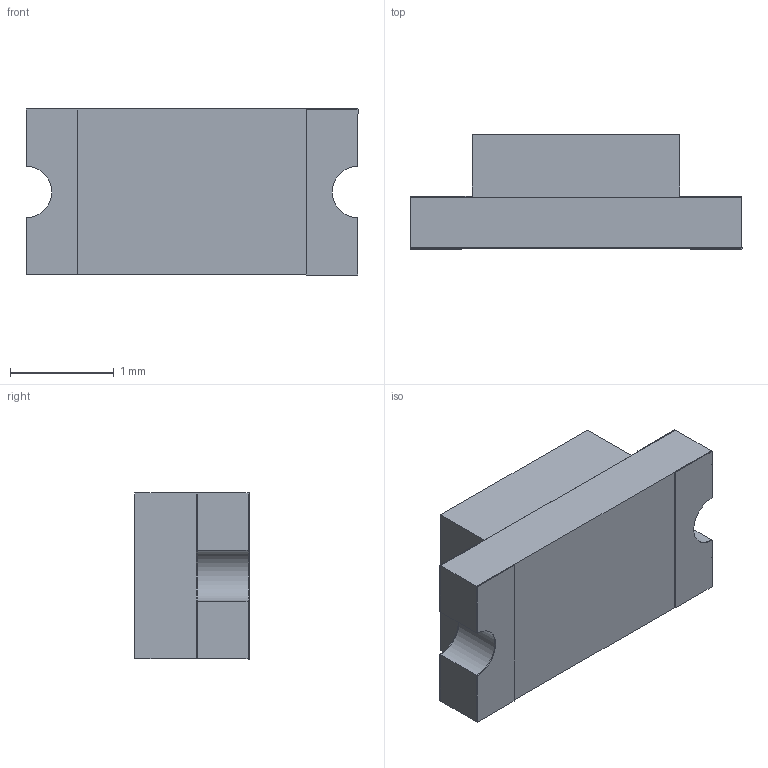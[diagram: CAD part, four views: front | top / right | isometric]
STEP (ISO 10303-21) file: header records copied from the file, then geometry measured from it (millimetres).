
FILE_DESCRIPTION (( 'STEP AP214' ), '1' );
FILE_NAME ('User Library-KPC-3216ID.STEP', '2014-11-12T05:50:22', ( 'Windows User' ), ( '' ), 'SwSTEP 2.0', 'SolidWorks 2014', '' );
FILE_SCHEMA (( 'AUTOMOTIVE_DESIGN' ));
Length unit declared in the file: millimetre
Products named in the file (1): User Library-KPC-3216ID
Bounding box: 3.2 x 1.1 x 1.6 mm (x, y, z)
Volume: 4.4 mm3; surface area: 30.9 mm2
Topology: 8 solids, 8 shells, 65 faces, 147 edges, 98 vertices
Faces by surface type: plane 58, cylinder 7
Entity records: 2607 total; most frequent: CARTESIAN_POINT 311, ORIENTED_EDGE 294, DIRECTION 293, EDGE_CURVE 147, LINE 133, VECTOR 133, VERTEX_POINT 98, AXIS2_PLACEMENT_3D 80
